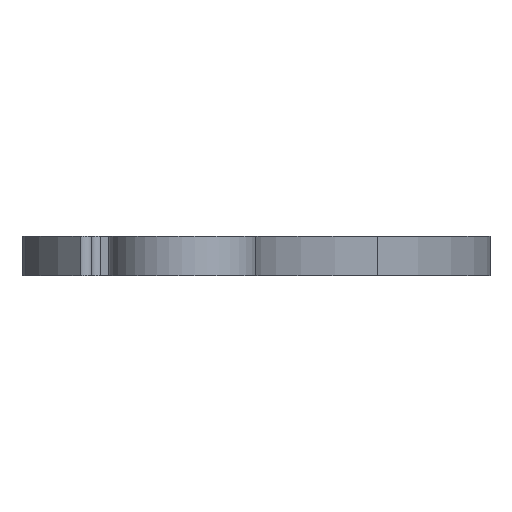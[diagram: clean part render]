
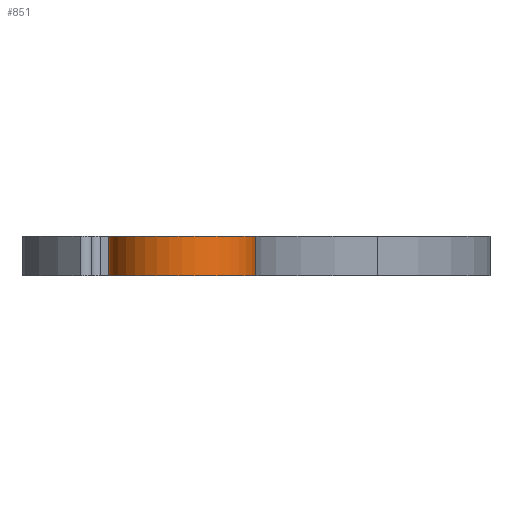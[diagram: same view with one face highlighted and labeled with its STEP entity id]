
A CAD part, front view. The second image highlights one B-rep face of the part: STEP entity #851.
In plain terms, the highlighted cylindrical face has radius 7.5 mm (diameter 15 mm), a partial arc.
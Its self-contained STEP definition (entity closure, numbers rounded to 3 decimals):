
#45 = ORIENTED_EDGE ( 'NONE', *, *, #764, .F. ) ;
#89 = DIRECTION ( 'NONE',  ( 0., 0., 1. ) ) ;
#146 = CYLINDRICAL_SURFACE ( 'NONE', #961, 7.5 ) ;
#199 = VERTEX_POINT ( 'NONE', #591 ) ;
#206 = CIRCLE ( 'NONE', #733, 7.5 ) ;
#208 = DIRECTION ( 'NONE',  ( 1., 0., 0. ) ) ;
#323 = EDGE_CURVE ( 'NONE', #338, #720, #1178, .T. ) ;
#338 = VERTEX_POINT ( 'NONE', #816 ) ;
#365 = ORIENTED_EDGE ( 'NONE', *, *, #754, .T. ) ;
#456 = FACE_OUTER_BOUND ( 'NONE', #835, .T. ) ;
#559 = VECTOR ( 'NONE', #964, 1000. ) ;
#591 = CARTESIAN_POINT ( 'NONE',  ( -7.5, -0.5, 0. ) ) ;
#720 = VERTEX_POINT ( 'NONE', #748 ) ;
#733 = AXIS2_PLACEMENT_3D ( 'NONE', #966, #955, #907 ) ;
#747 = CARTESIAN_POINT ( 'NONE',  ( -7.5, -0.5, 4. ) ) ;
#748 = CARTESIAN_POINT ( 'NONE',  ( 7.5, -0.5, 0. ) ) ;
#754 = EDGE_CURVE ( 'NONE', #1115, #199, #1116, .T. ) ;
#764 = EDGE_CURVE ( 'NONE', #1115, #338, #1421, .T. ) ;
#793 = VECTOR ( 'NONE', #1338, 1000. ) ;
#805 = ORIENTED_EDGE ( 'NONE', *, *, #840, .T. ) ;
#816 = CARTESIAN_POINT ( 'NONE',  ( 7.5, -0.5, 4. ) ) ;
#835 = EDGE_LOOP ( 'NONE', ( #805, #1045, #45, #365 ) ) ;
#840 = EDGE_CURVE ( 'NONE', #199, #720, #206, .T. ) ;
#851 = ADVANCED_FACE ( 'NONE', ( #456 ), #146, .T. ) ;
#891 = DIRECTION ( 'NONE',  ( -1., 0., 0. ) ) ;
#902 = DIRECTION ( 'NONE',  ( 0., 0., -1. ) ) ;
#907 = DIRECTION ( 'NONE',  ( 1., 0., 0. ) ) ;
#955 = DIRECTION ( 'NONE',  ( 0., 0., 1. ) ) ;
#961 = AXIS2_PLACEMENT_3D ( 'NONE', #985, #902, #891 ) ;
#964 = DIRECTION ( 'NONE',  ( 0., 0., -1. ) ) ;
#966 = CARTESIAN_POINT ( 'NONE',  ( 0., -0.5, 0. ) ) ;
#985 = CARTESIAN_POINT ( 'NONE',  ( 0., -0.5, 4. ) ) ;
#1002 = AXIS2_PLACEMENT_3D ( 'NONE', #1120, #89, #208 ) ;
#1045 = ORIENTED_EDGE ( 'NONE', *, *, #323, .F. ) ;
#1098 = CARTESIAN_POINT ( 'NONE',  ( 7.5, -0.5, 4. ) ) ;
#1115 = VERTEX_POINT ( 'NONE', #747 ) ;
#1116 = LINE ( 'NONE', #1225, #793 ) ;
#1120 = CARTESIAN_POINT ( 'NONE',  ( 0., -0.5, 4. ) ) ;
#1178 = LINE ( 'NONE', #1098, #559 ) ;
#1225 = CARTESIAN_POINT ( 'NONE',  ( -7.5, -0.5, 4. ) ) ;
#1338 = DIRECTION ( 'NONE',  ( 0., 0., -1. ) ) ;
#1421 = CIRCLE ( 'NONE', #1002, 7.5 ) ;
